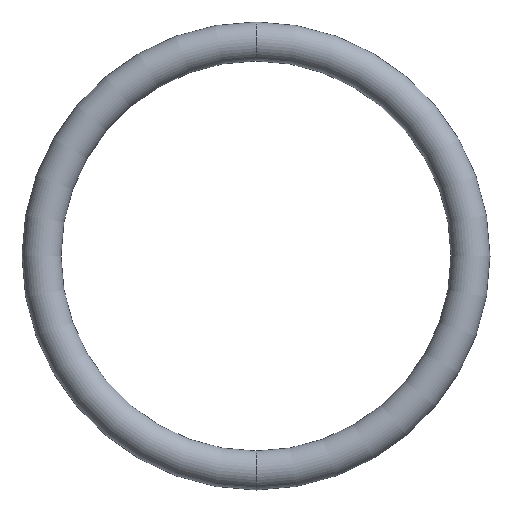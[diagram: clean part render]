
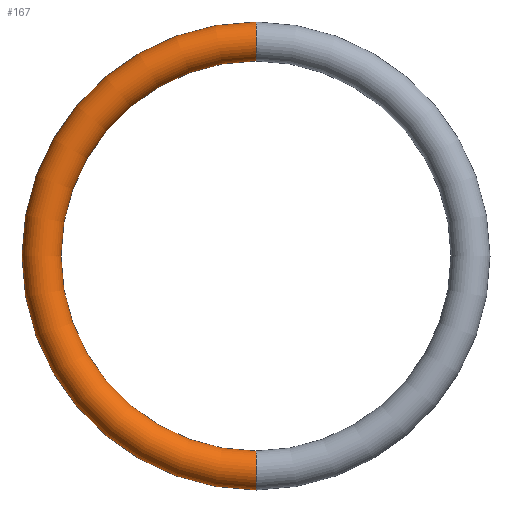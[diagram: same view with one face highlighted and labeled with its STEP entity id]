
A CAD part, front view. The second image highlights one B-rep face of the part: STEP entity #167.
In plain terms, the highlighted toroidal (fillet/blend) face has major radius 22 mm and minor radius 2 mm.
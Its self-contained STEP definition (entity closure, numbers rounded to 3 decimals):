
#2 = ORIENTED_EDGE ( 'NONE', *, *, #185, .F. ) ;
#17 = DIRECTION ( 'NONE',  ( 0., 0., -1. ) ) ;
#30 = VERTEX_POINT ( 'NONE', #187 ) ;
#34 = DIRECTION ( 'NONE',  ( 0., -1., 0. ) ) ;
#36 = CARTESIAN_POINT ( 'NONE',  ( 0., 0., 22. ) ) ;
#50 = CARTESIAN_POINT ( 'NONE',  ( 0., 0., 24. ) ) ;
#51 = EDGE_CURVE ( 'NONE', #263, #231, #226, .T. ) ;
#54 = DIRECTION ( 'NONE',  ( 0., -1., 0. ) ) ;
#55 = DIRECTION ( 'NONE',  ( -1., 0., 0. ) ) ;
#57 = CIRCLE ( 'NONE', #270, 2. ) ;
#58 = CARTESIAN_POINT ( 'NONE',  ( 0., 0., 0. ) ) ;
#61 = AXIS2_PLACEMENT_3D ( 'NONE', #58, #62, #101 ) ;
#62 = DIRECTION ( 'NONE',  ( 0., -1., 0. ) ) ;
#65 = CARTESIAN_POINT ( 'NONE',  ( 0., 0., -20. ) ) ;
#75 = AXIS2_PLACEMENT_3D ( 'NONE', #214, #55, #261 ) ;
#82 = AXIS2_PLACEMENT_3D ( 'NONE', #237, #54, #100 ) ;
#87 = AXIS2_PLACEMENT_3D ( 'NONE', #183, #34, #222 ) ;
#100 = DIRECTION ( 'NONE',  ( 0., 0., -1. ) ) ;
#101 = DIRECTION ( 'NONE',  ( 0., 0., -1. ) ) ;
#121 = FACE_OUTER_BOUND ( 'NONE', #156, .T. ) ;
#130 = CIRCLE ( 'NONE', #87, 24. ) ;
#137 = CIRCLE ( 'NONE', #61, 20. ) ;
#150 = VERTEX_POINT ( 'NONE', #50 ) ;
#156 = EDGE_LOOP ( 'NONE', ( #2, #255, #216, #203 ) ) ;
#160 = CARTESIAN_POINT ( 'NONE',  ( 0., 0., -24. ) ) ;
#164 = TOROIDAL_SURFACE ( 'NONE', #82, 22., 2. ) ;
#167 = ADVANCED_FACE ( 'NONE', ( #121 ), #164, .T. ) ;
#183 = CARTESIAN_POINT ( 'NONE',  ( 0., 0., 0. ) ) ;
#185 = EDGE_CURVE ( 'NONE', #150, #30, #57, .T. ) ;
#187 = CARTESIAN_POINT ( 'NONE',  ( 0., 0., 20. ) ) ;
#203 = ORIENTED_EDGE ( 'NONE', *, *, #241, .F. ) ;
#213 = EDGE_CURVE ( 'NONE', #150, #263, #130, .T. ) ;
#214 = CARTESIAN_POINT ( 'NONE',  ( 0., 0., -22. ) ) ;
#216 = ORIENTED_EDGE ( 'NONE', *, *, #51, .T. ) ;
#222 = DIRECTION ( 'NONE',  ( 0., 0., -1. ) ) ;
#226 = CIRCLE ( 'NONE', #75, 2. ) ;
#231 = VERTEX_POINT ( 'NONE', #65 ) ;
#237 = CARTESIAN_POINT ( 'NONE',  ( 0., 0., 0. ) ) ;
#241 = EDGE_CURVE ( 'NONE', #30, #231, #137, .T. ) ;
#255 = ORIENTED_EDGE ( 'NONE', *, *, #213, .T. ) ;
#261 = DIRECTION ( 'NONE',  ( 0., 0., 1. ) ) ;
#263 = VERTEX_POINT ( 'NONE', #160 ) ;
#264 = DIRECTION ( 'NONE',  ( 1., 0., 0. ) ) ;
#270 = AXIS2_PLACEMENT_3D ( 'NONE', #36, #264, #17 ) ;
